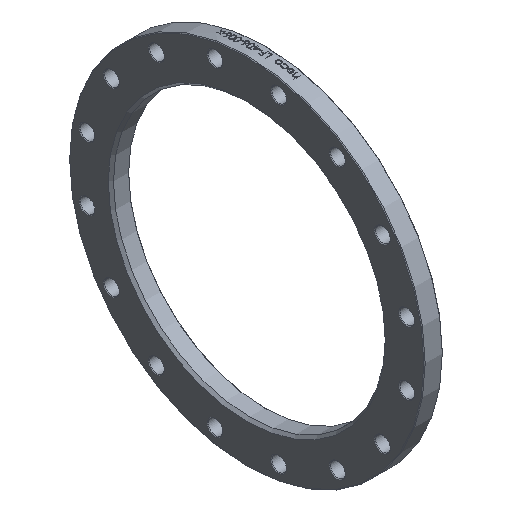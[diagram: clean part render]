
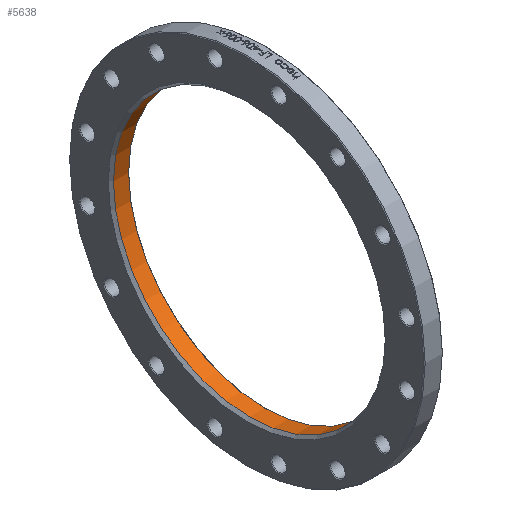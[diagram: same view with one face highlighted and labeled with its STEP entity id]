
A CAD part, isometric view. The second image highlights one B-rep face of the part: STEP entity #5638.
In plain terms, the highlighted cylindrical face has radius 206.5 mm (diameter 413 mm), a full revolution.
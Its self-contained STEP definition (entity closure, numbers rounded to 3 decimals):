
#124 = VERTEX_POINT ( 'NONE', #3930 ) ;
#726 = CARTESIAN_POINT ( 'NONE',  ( 0., 0., 0. ) ) ;
#889 = CIRCLE ( 'NONE', #1802, 206.5 ) ;
#1041 = CARTESIAN_POINT ( 'NONE',  ( 4., 0., -206.5 ) ) ;
#1243 = DIRECTION ( 'NONE',  ( 0., 0., -1. ) ) ;
#1255 = FACE_OUTER_BOUND ( 'NONE', #1895, .T. ) ;
#1331 = EDGE_CURVE ( 'NONE', #124, #124, #889, .T. ) ;
#1802 = AXIS2_PLACEMENT_3D ( 'NONE', #1818, #3986, #6825 ) ;
#1813 = DIRECTION ( 'NONE',  ( -1., 0., 0. ) ) ;
#1818 = CARTESIAN_POINT ( 'NONE',  ( 27., 0., 0. ) ) ;
#1895 = EDGE_LOOP ( 'NONE', ( #5664 ) ) ;
#2432 = EDGE_LOOP ( 'NONE', ( #2642 ) ) ;
#2494 = AXIS2_PLACEMENT_3D ( 'NONE', #6147, #1813, #1243 ) ;
#2642 = ORIENTED_EDGE ( 'NONE', *, *, #1331, .T. ) ;
#2888 = DIRECTION ( 'NONE',  ( -1., 0., 0. ) ) ;
#3427 = FACE_OUTER_BOUND ( 'NONE', #2432, .T. ) ;
#3930 = CARTESIAN_POINT ( 'NONE',  ( 27., 0., 206.5 ) ) ;
#3986 = DIRECTION ( 'NONE',  ( 1., 0., 0. ) ) ;
#5059 = DIRECTION ( 'NONE',  ( 0., 0., 1. ) ) ;
#5593 = CYLINDRICAL_SURFACE ( 'NONE', #6346, 206.5 ) ;
#5638 = ADVANCED_FACE ( 'NONE', ( #1255, #3427 ), #5593, .F. ) ;
#5664 = ORIENTED_EDGE ( 'NONE', *, *, #5764, .T. ) ;
#5764 = EDGE_CURVE ( 'NONE', #6554, #6554, #6915, .T. ) ;
#6147 = CARTESIAN_POINT ( 'NONE',  ( 4., 0., 0. ) ) ;
#6346 = AXIS2_PLACEMENT_3D ( 'NONE', #726, #2888, #5059 ) ;
#6554 = VERTEX_POINT ( 'NONE', #1041 ) ;
#6825 = DIRECTION ( 'NONE',  ( 0., 0., 1. ) ) ;
#6915 = CIRCLE ( 'NONE', #2494, 206.5 ) ;
